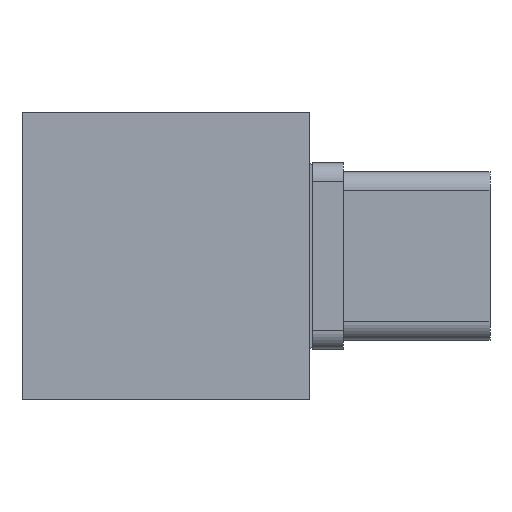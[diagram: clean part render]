
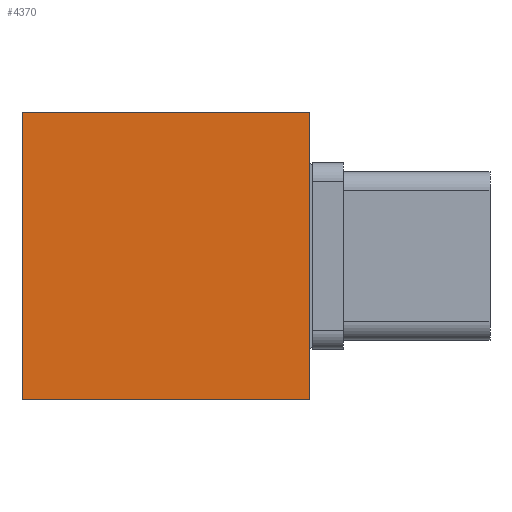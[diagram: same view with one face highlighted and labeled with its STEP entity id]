
A CAD part, left-side view. The second image highlights one B-rep face of the part: STEP entity #4370.
In plain terms, the highlighted planar face has unit normal (-1, 0, 0).
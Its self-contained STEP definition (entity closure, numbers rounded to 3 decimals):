
#401=PLANE('',#4599);
#623=FACE_OUTER_BOUND('',#915,.T.);
#915=EDGE_LOOP('',(#3801,#3802,#3803,#3804));
#1344=LINE('',#7210,#1749);
#1345=LINE('',#7242,#1750);
#1350=LINE('',#7263,#1755);
#1351=LINE('',#7276,#1756);
#1749=VECTOR('',#5217,46.);
#1750=VECTOR('',#5258,46.);
#1755=VECTOR('',#5279,46.);
#1756=VECTOR('',#5294,46.);
#2236=VERTEX_POINT('',#7203);
#2239=VERTEX_POINT('',#7208);
#2250=VERTEX_POINT('',#7241);
#2258=VERTEX_POINT('',#7261);
#2782=EDGE_CURVE('',#2236,#2239,#1344,.T.);
#2793=EDGE_CURVE('',#2250,#2236,#1345,.T.);
#2803=EDGE_CURVE('',#2258,#2239,#1350,.T.);
#2809=EDGE_CURVE('',#2250,#2258,#1351,.T.);
#3801=ORIENTED_EDGE('',*,*,#2782,.T.);
#3802=ORIENTED_EDGE('',*,*,#2803,.F.);
#3803=ORIENTED_EDGE('',*,*,#2809,.F.);
#3804=ORIENTED_EDGE('',*,*,#2793,.T.);
#4370=ADVANCED_FACE('',(#623),#401,.T.);
#4599=AXIS2_PLACEMENT_3D('',#7275,#5292,#5293);
#5217=DIRECTION('',(0.,0.,1.));
#5258=DIRECTION('',(0.,-1.,0.));
#5279=DIRECTION('',(0.,-1.,0.));
#5292=DIRECTION('center_axis',(-1.,0.,0.));
#5293=DIRECTION('ref_axis',(0.,1.,0.));
#5294=DIRECTION('',(0.,0.,1.));
#7203=CARTESIAN_POINT('',(251.,0.,45.));
#7208=CARTESIAN_POINT('',(251.,0.,91.));
#7210=CARTESIAN_POINT('',(251.,0.,45.));
#7241=CARTESIAN_POINT('',(251.,46.,45.));
#7242=CARTESIAN_POINT('',(251.,46.,45.));
#7261=CARTESIAN_POINT('',(251.,46.,91.));
#7263=CARTESIAN_POINT('',(251.,46.,91.));
#7275=CARTESIAN_POINT('Origin',(251.,0.,45.));
#7276=CARTESIAN_POINT('',(251.,46.,45.));
